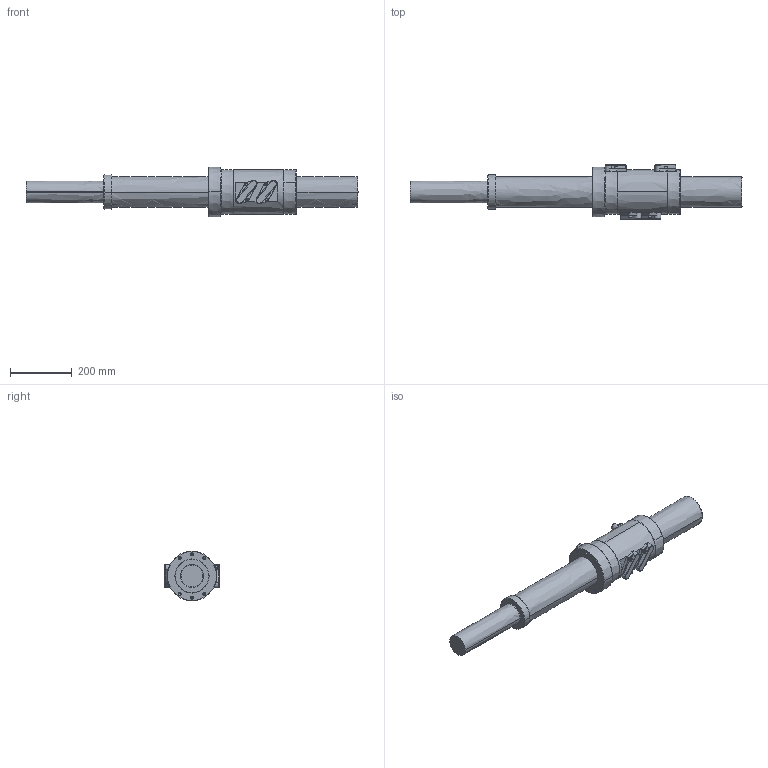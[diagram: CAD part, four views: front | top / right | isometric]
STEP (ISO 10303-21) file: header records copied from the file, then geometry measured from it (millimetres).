
FILE_DESCRIPTION((''),'2;1');
FILE_NAME('00_HSP10016FK_ASM','2022-07-11T20:21:34',('10019049'),(''),'CREO PARAMETRIC BY PTC INC, 2019080','CREO PARAMETRIC BY PTC INC, 2019080','');
FILE_SCHEMA(('CONFIG_CONTROL_DESIGN'));
Length unit declared in the file: millimetre
Products named in the file (6): NUT_HSP10016FK; SHAFT_HSP10016FK; LOCKER_HSP10016FK; __6_0001; M616_0001; 00_HSP10016FK_ASM
Assembly tree (22 placements, depth 2):
  00_HSP10016FK_ASM
    NUT_HSP10016FK
    SHAFT_HSP10016FK
    LOCKER_HSP10016FK  x4
    __6_0001  x8
    M616_0001  x8
Bounding box: 1073 x 175 x 160 mm (x, y, z)
Surface area: 632992.1 mm2 (no closed solid volume)
Topology: 0 solids, 0 shells, 536 faces, 2462 edges, 2430 vertices
Faces by surface type: bspline 493, torus 43
Entity records: 22438 total; most frequent: CARTESIAN_POINT 13195, DIRECTION 1531, TRIMMED_CURVE 1237, VECTOR 1017, LINE 1017, DEFINITIONAL_REPRESENTATION 962, PCURVE 962, COMPOSITE_CURVE_SEGMENT 962
